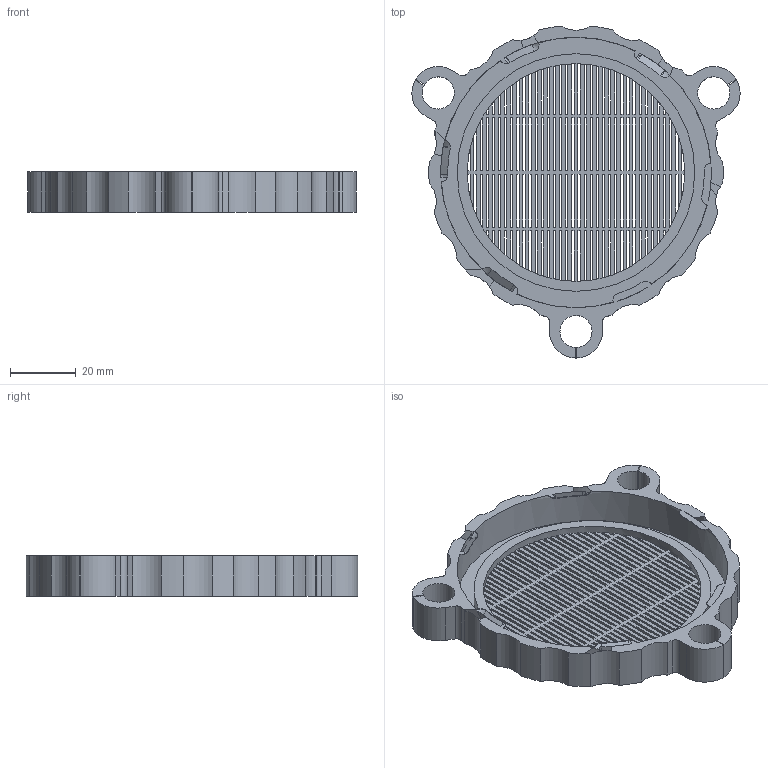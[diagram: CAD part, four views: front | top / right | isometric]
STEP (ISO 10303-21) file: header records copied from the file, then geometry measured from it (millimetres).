
FILE_DESCRIPTION(('FreeCAD Model'),'2;1');
FILE_NAME('Open CASCADE Shape Model','2024-01-24T13:58:01',(''),(''), 'Open CASCADE STEP processor 7.7','FreeCAD','Unknown');
FILE_SCHEMA(('AUTOMOTIVE_DESIGN { 1 0 10303 214 1 1 1 1 }'));
Length unit declared in the file: millimetre
Products named in the file (1): rim
Bounding box: 99.51 x 100.6 x 12.2 mm (x, y, z)
Volume: 23622.2 mm3; surface area: 29691.5 mm2
Topology: 1 solids, 1 shells, 583 faces, 1965 edges, 1295 vertices
Faces by surface type: plane 489, cylinder 76, cone 18
Full cylindrical faces by diameter (mm): 66 x1, 72 x1, 82 x1
Entity records: 47788 total; most frequent: CARTESIAN_POINT 8947, DIRECTION 7170, LINE 5217, VECTOR 5217, ORIENTED_EDGE 3906, PCURVE 3906, DEFINITIONAL_REPRESENTATION 3906, EDGE_CURVE 1953
